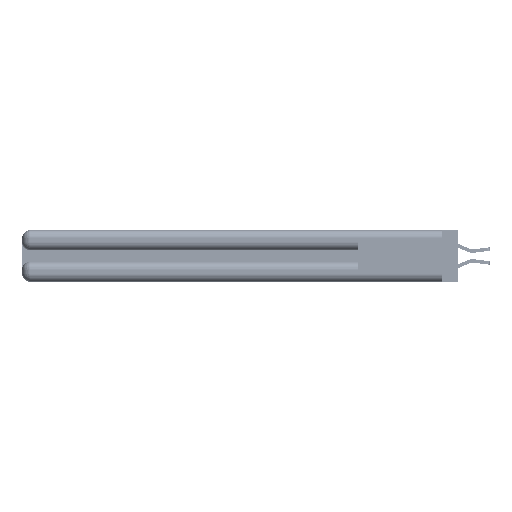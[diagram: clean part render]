
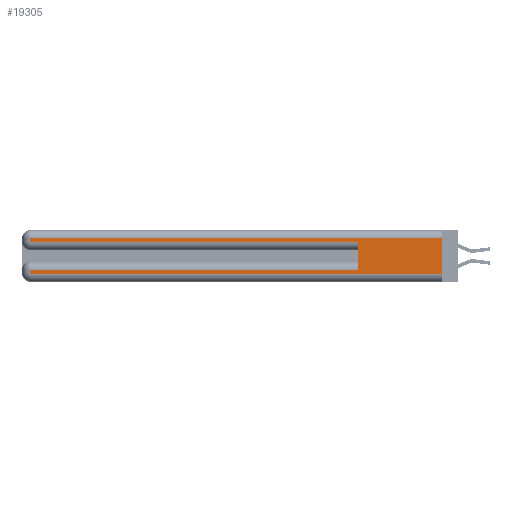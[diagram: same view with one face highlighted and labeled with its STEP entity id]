
A CAD part, left-side view. The second image highlights one B-rep face of the part: STEP entity #19305.
In plain terms, the highlighted planar face has unit normal (-1, 0, 0).
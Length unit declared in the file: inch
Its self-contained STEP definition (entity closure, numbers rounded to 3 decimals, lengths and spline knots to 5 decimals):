
#339 = ORIENTED_EDGE ( 'NONE', *, *, #55191, .F. ) ;
#442 = VERTEX_POINT ( 'NONE', #17318 ) ;
#634 = EDGE_CURVE ( 'NONE', #23740, #36453, #49772, .T. ) ;
#989 = EDGE_CURVE ( 'NONE', #49121, #9108, #30286, .T. ) ;
#1095 = AXIS2_PLACEMENT_3D ( 'NONE', #50644, #24461, #23708 ) ;
#1612 = CARTESIAN_POINT ( 'NONE',  ( 0., 0., 0.31 ) ) ;
#1738 = DIRECTION ( 'NONE',  ( 0., 1., 0. ) ) ;
#4204 = ORIENTED_EDGE ( 'NONE', *, *, #45480, .T. ) ;
#4879 = VECTOR ( 'NONE', #6409, 39.37008 ) ;
#6409 = DIRECTION ( 'NONE',  ( 0., 1., 0. ) ) ;
#6647 = VECTOR ( 'NONE', #16679, 39.37008 ) ;
#7066 = EDGE_CURVE ( 'NONE', #442, #49121, #29176, .T. ) ;
#7717 = CARTESIAN_POINT ( 'NONE',  ( 0., 2.94, 0.37 ) ) ;
#8125 = CARTESIAN_POINT ( 'NONE',  ( 0., 2.94, 0.37 ) ) ;
#9108 = VERTEX_POINT ( 'NONE', #51670 ) ;
#9187 = VECTOR ( 'NONE', #26182, 39.37008 ) ;
#11739 = VECTOR ( 'NONE', #51554, 39.37008 ) ;
#12065 = ORIENTED_EDGE ( 'NONE', *, *, #55118, .T. ) ;
#15059 = ORIENTED_EDGE ( 'NONE', *, *, #634, .F. ) ;
#16095 = EDGE_CURVE ( 'NONE', #9108, #36453, #40916, .T. ) ;
#16679 = DIRECTION ( 'NONE',  ( 0., 0., -1. ) ) ;
#17318 = CARTESIAN_POINT ( 'NONE',  ( 0., 0., 0.31 ) ) ;
#18267 = CARTESIAN_POINT ( 'NONE',  ( 0., 2.94, 0.085 ) ) ;
#18510 = LINE ( 'NONE', #33901, #22623 ) ;
#19305 = ADVANCED_FACE ( 'NONE', ( #57398 ), #46356, .F. ) ;
#21689 = CARTESIAN_POINT ( 'NONE',  ( 0., 0.6, 0.285 ) ) ;
#22623 = VECTOR ( 'NONE', #38387, 39.37008 ) ;
#23708 = DIRECTION ( 'NONE',  ( 0., 0., -1. ) ) ;
#23740 = VERTEX_POINT ( 'NONE', #24386 ) ;
#24386 = CARTESIAN_POINT ( 'NONE',  ( 0., 0.6, 0.085 ) ) ;
#24461 = DIRECTION ( 'NONE',  ( 1., 0., 0. ) ) ;
#24976 = ORIENTED_EDGE ( 'NONE', *, *, #16095, .T. ) ;
#26182 = DIRECTION ( 'NONE',  ( 0., 0., -1. ) ) ;
#27957 = CARTESIAN_POINT ( 'NONE',  ( 0., 0., 0.085 ) ) ;
#28206 = VERTEX_POINT ( 'NONE', #38704 ) ;
#28254 = CARTESIAN_POINT ( 'NONE',  ( 0., 2.94, 0.31 ) ) ;
#29129 = VERTEX_POINT ( 'NONE', #18267 ) ;
#29176 = LINE ( 'NONE', #1612, #4879 ) ;
#29411 = ORIENTED_EDGE ( 'NONE', *, *, #7066, .T. ) ;
#30286 = LINE ( 'NONE', #7717, #6647 ) ;
#33029 = CARTESIAN_POINT ( 'NONE',  ( 0., 0., 0.06 ) ) ;
#33161 = LINE ( 'NONE', #27957, #40811 ) ;
#33901 = CARTESIAN_POINT ( 'NONE',  ( 0., 0., 0.06 ) ) ;
#36453 = VERTEX_POINT ( 'NONE', #21689 ) ;
#38387 = DIRECTION ( 'NONE',  ( 0., -1., 0. ) ) ;
#38704 = CARTESIAN_POINT ( 'NONE',  ( 0., 2.94, 0.06 ) ) ;
#39121 = VERTEX_POINT ( 'NONE', #33029 ) ;
#39557 = ORIENTED_EDGE ( 'NONE', *, *, #989, .T. ) ;
#40078 = VECTOR ( 'NONE', #40186, 39.37008 ) ;
#40186 = DIRECTION ( 'NONE',  ( 0., 0., 1. ) ) ;
#40811 = VECTOR ( 'NONE', #1738, 39.37008 ) ;
#40916 = LINE ( 'NONE', #47060, #11739 ) ;
#43446 = CARTESIAN_POINT ( 'NONE',  ( 0., 0., 0.37 ) ) ;
#43944 = EDGE_LOOP ( 'NONE', ( #339, #29411, #39557, #24976, #15059, #50000, #12065, #4204 ) ) ;
#44059 = CARTESIAN_POINT ( 'NONE',  ( 0., 0.6, 0.145 ) ) ;
#45480 = EDGE_CURVE ( 'NONE', #28206, #39121, #18510, .T. ) ;
#46356 = PLANE ( 'NONE',  #1095 ) ;
#47060 = CARTESIAN_POINT ( 'NONE',  ( 0., 0., 0.285 ) ) ;
#47388 = LINE ( 'NONE', #8125, #52979 ) ;
#49121 = VERTEX_POINT ( 'NONE', #28254 ) ;
#49772 = LINE ( 'NONE', #44059, #40078 ) ;
#50000 = ORIENTED_EDGE ( 'NONE', *, *, #50414, .T. ) ;
#50414 = EDGE_CURVE ( 'NONE', #23740, #29129, #33161, .T. ) ;
#50644 = CARTESIAN_POINT ( 'NONE',  ( 0., 0., 0.37 ) ) ;
#51554 = DIRECTION ( 'NONE',  ( 0., -1., 0. ) ) ;
#51670 = CARTESIAN_POINT ( 'NONE',  ( 0., 2.94, 0.285 ) ) ;
#52955 = DIRECTION ( 'NONE',  ( 0., 0., -1. ) ) ;
#52979 = VECTOR ( 'NONE', #52955, 39.37008 ) ;
#55118 = EDGE_CURVE ( 'NONE', #29129, #28206, #47388, .T. ) ;
#55191 = EDGE_CURVE ( 'NONE', #442, #39121, #55771, .T. ) ;
#55771 = LINE ( 'NONE', #43446, #9187 ) ;
#57398 = FACE_OUTER_BOUND ( 'NONE', #43944, .T. ) ;
